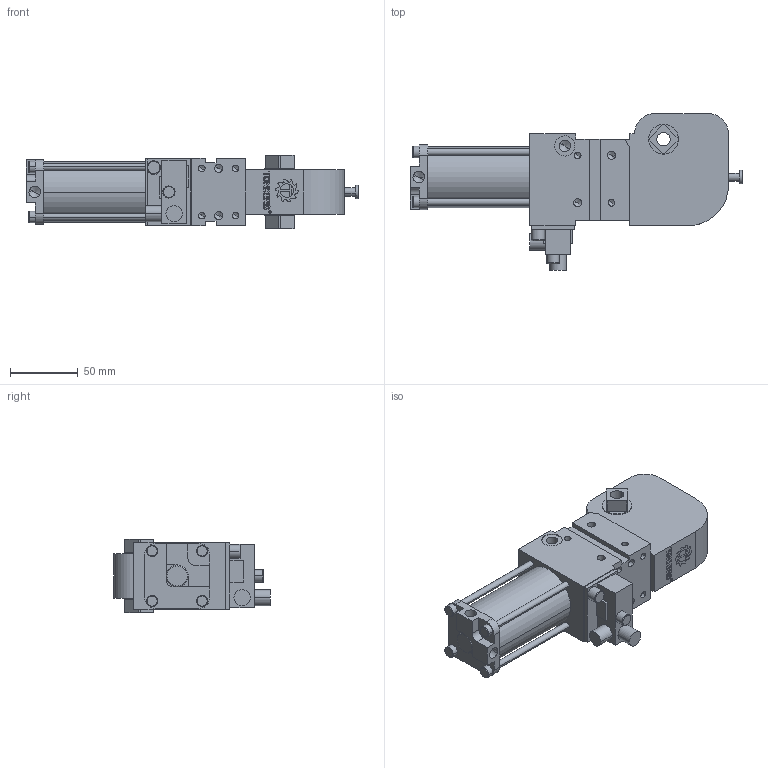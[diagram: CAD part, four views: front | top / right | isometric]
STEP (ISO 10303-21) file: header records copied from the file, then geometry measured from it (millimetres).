
FILE_DESCRIPTION(('CATIA V5 STEP Exchange'),'2;1');
FILE_NAME('V_V2_40_LW_A00_T12_TUENKERS.stp','2013-03-13T13:10:28+00:00',('none'),('none'),'CATIA Version 5 Release 19 SP 3 (IN-10)','CATIA V5 STEP AP203','none');
FILE_SCHEMA(('CONFIG_CONTROL_DESIGN'));
Length unit declared in the file: millimetre
Products named in the file (1): V_V2_40_LW_A00_T12_TUENKERS
Bounding box: 245.5 x 116 x 54 mm (x, y, z)
Volume: 584832.9 mm3; surface area: 72407 mm2
Topology: 1 solids, 1 shells, 428 faces, 1096 edges, 683 vertices
Faces by surface type: plane 208, cylinder 151, cone 50, torus 14, extrusion 5
Entity records: 11622 total; most frequent: ORIENTED_EDGE 2096, CARTESIAN_POINT 2072, DIRECTION 1599, EDGE_CURVE 1048, VECTOR 710, LINE 705, VERTEX_POINT 683, AXIS2_PLACEMENT_3D 612
